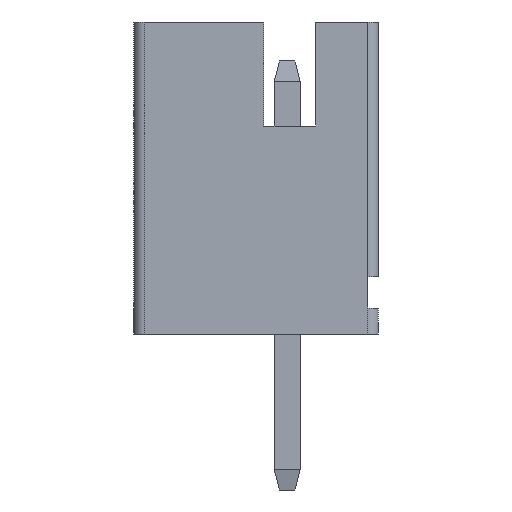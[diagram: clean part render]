
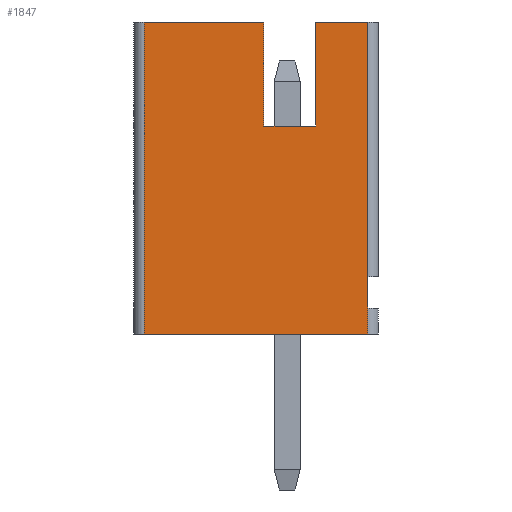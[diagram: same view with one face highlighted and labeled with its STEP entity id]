
A CAD part, left-side view. The second image highlights one B-rep face of the part: STEP entity #1847.
In plain terms, the highlighted planar face has unit normal (-1, 0, 0).
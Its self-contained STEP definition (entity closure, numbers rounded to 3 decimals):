
#965 = VERTEX_POINT('',#966);
#966 = CARTESIAN_POINT('',(-3.,-0.15,4.));
#972 = EDGE_CURVE('',#973,#965,#975,.T.);
#973 = VERTEX_POINT('',#974);
#974 = CARTESIAN_POINT('',(-3.,-0.15,6.));
#975 = LINE('',#976,#977);
#976 = CARTESIAN_POINT('',(-3.,-0.15,6.));
#977 = VECTOR('',#978,1.);
#978 = DIRECTION('',(-0.,-0.,-1.));
#1002 = EDGE_CURVE('',#965,#1003,#1005,.T.);
#1003 = VERTEX_POINT('',#1004);
#1004 = CARTESIAN_POINT('',(-3.,-1.15,4.));
#1005 = LINE('',#1006,#1007);
#1006 = CARTESIAN_POINT('',(-3.,-0.15,4.));
#1007 = VECTOR('',#1008,1.);
#1008 = DIRECTION('',(0.,-1.,0.));
#1027 = VERTEX_POINT('',#1028);
#1028 = CARTESIAN_POINT('',(-3.,-1.15,6.));
#1036 = EDGE_CURVE('',#1027,#1003,#1037,.T.);
#1037 = LINE('',#1038,#1039);
#1038 = CARTESIAN_POINT('',(-3.,-1.15,6.));
#1039 = VECTOR('',#1040,1.);
#1040 = DIRECTION('',(-0.,-0.,-1.));
#1724 = VERTEX_POINT('',#1725);
#1725 = CARTESIAN_POINT('',(-3.,2.15,6.));
#1732 = EDGE_CURVE('',#1724,#973,#1733,.T.);
#1733 = LINE('',#1734,#1735);
#1734 = CARTESIAN_POINT('',(-3.,2.15,6.));
#1735 = VECTOR('',#1736,1.);
#1736 = DIRECTION('',(0.,-1.,0.));
#1847 = ADVANCED_FACE('',(#1848),#1900,.F.);
#1848 = FACE_BOUND('',#1849,.F.);
#1849 = EDGE_LOOP('',(#1850,#1860,#1866,#1867,#1868,#1869,#1870,#1878,
    #1886,#1894));
#1850 = ORIENTED_EDGE('',*,*,#1851,.F.);
#1851 = EDGE_CURVE('',#1852,#1854,#1856,.T.);
#1852 = VERTEX_POINT('',#1853);
#1853 = CARTESIAN_POINT('',(-3.,2.15,0.));
#1854 = VERTEX_POINT('',#1855);
#1855 = CARTESIAN_POINT('',(-3.,-2.15,0.));
#1856 = LINE('',#1857,#1858);
#1857 = CARTESIAN_POINT('',(-3.,2.15,0.));
#1858 = VECTOR('',#1859,1.);
#1859 = DIRECTION('',(0.,-1.,0.));
#1860 = ORIENTED_EDGE('',*,*,#1861,.T.);
#1861 = EDGE_CURVE('',#1852,#1724,#1862,.T.);
#1862 = LINE('',#1863,#1864);
#1863 = CARTESIAN_POINT('',(-3.,2.15,0.));
#1864 = VECTOR('',#1865,1.);
#1865 = DIRECTION('',(0.,0.,1.));
#1866 = ORIENTED_EDGE('',*,*,#1732,.T.);
#1867 = ORIENTED_EDGE('',*,*,#972,.T.);
#1868 = ORIENTED_EDGE('',*,*,#1002,.T.);
#1869 = ORIENTED_EDGE('',*,*,#1036,.F.);
#1870 = ORIENTED_EDGE('',*,*,#1871,.T.);
#1871 = EDGE_CURVE('',#1027,#1872,#1874,.T.);
#1872 = VERTEX_POINT('',#1873);
#1873 = CARTESIAN_POINT('',(-3.,-2.15,6.));
#1874 = LINE('',#1875,#1876);
#1875 = CARTESIAN_POINT('',(-3.,2.15,6.));
#1876 = VECTOR('',#1877,1.);
#1877 = DIRECTION('',(0.,-1.,0.));
#1878 = ORIENTED_EDGE('',*,*,#1879,.F.);
#1879 = EDGE_CURVE('',#1880,#1872,#1882,.T.);
#1880 = VERTEX_POINT('',#1881);
#1881 = CARTESIAN_POINT('',(-3.,-2.15,1.1));
#1882 = LINE('',#1883,#1884);
#1883 = CARTESIAN_POINT('',(-3.,-2.15,0.));
#1884 = VECTOR('',#1885,1.);
#1885 = DIRECTION('',(0.,0.,1.));
#1886 = ORIENTED_EDGE('',*,*,#1887,.F.);
#1887 = EDGE_CURVE('',#1888,#1880,#1890,.T.);
#1888 = VERTEX_POINT('',#1889);
#1889 = CARTESIAN_POINT('',(-3.,-2.15,0.5));
#1890 = LINE('',#1891,#1892);
#1891 = CARTESIAN_POINT('',(-3.,-2.15,0.));
#1892 = VECTOR('',#1893,1.);
#1893 = DIRECTION('',(0.,0.,1.));
#1894 = ORIENTED_EDGE('',*,*,#1895,.F.);
#1895 = EDGE_CURVE('',#1854,#1888,#1896,.T.);
#1896 = LINE('',#1897,#1898);
#1897 = CARTESIAN_POINT('',(-3.,-2.15,0.));
#1898 = VECTOR('',#1899,1.);
#1899 = DIRECTION('',(0.,0.,1.));
#1900 = PLANE('',#1901);
#1901 = AXIS2_PLACEMENT_3D('',#1902,#1903,#1904);
#1902 = CARTESIAN_POINT('',(-3.,2.15,0.));
#1903 = DIRECTION('',(1.,0.,0.));
#1904 = DIRECTION('',(0.,-1.,0.));
